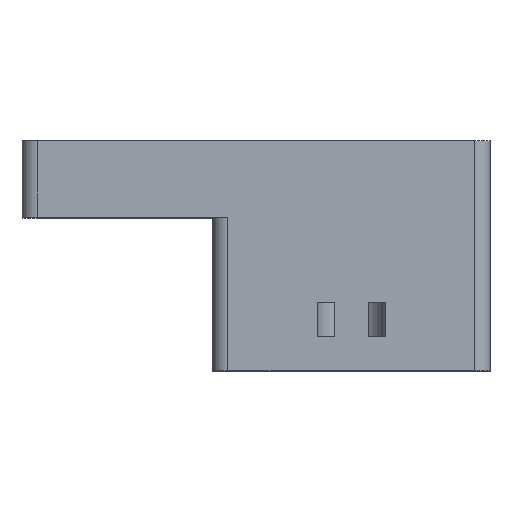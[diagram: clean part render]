
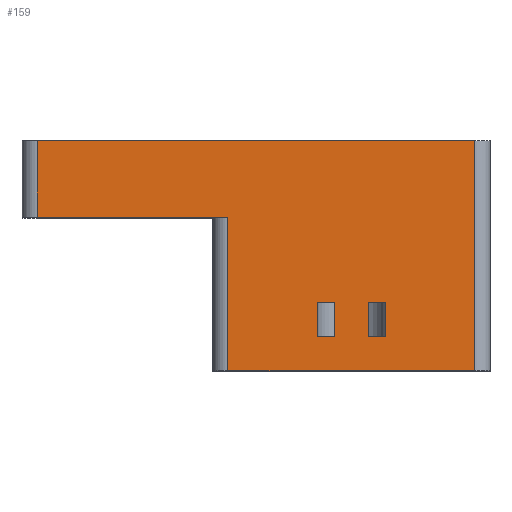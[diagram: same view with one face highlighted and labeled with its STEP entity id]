
A CAD part, top view. The second image highlights one B-rep face of the part: STEP entity #159.
In plain terms, the highlighted planar face has unit normal (0, 0, 1).
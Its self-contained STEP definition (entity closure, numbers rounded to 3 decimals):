
#10 = LINE ( 'NONE', #2715, #1881 ) ;
#84 = VERTEX_POINT ( 'NONE', #2712 ) ;
#118 = VECTOR ( 'NONE', #761, 1000. ) ;
#129 = VERTEX_POINT ( 'NONE', #2367 ) ;
#138 = PLANE ( 'NONE',  #3565 ) ;
#144 = CARTESIAN_POINT ( 'NONE',  ( 41.875, -14., 0. ) ) ;
#157 = EDGE_CURVE ( 'NONE', #212, #921, #1515, .T. ) ;
#159 = ADVANCED_FACE ( 'NONE', ( #2380, #1278, #2907 ), #138, .F. ) ;
#160 = CARTESIAN_POINT ( 'NONE',  ( 41.875, -10., 0. ) ) ;
#212 = VERTEX_POINT ( 'NONE', #2942 ) ;
#248 = VERTEX_POINT ( 'NONE', #1899 ) ;
#257 = DIRECTION ( 'NONE',  ( 0., 1., 0. ) ) ;
#271 = VERTEX_POINT ( 'NONE', #781 ) ;
#366 = DIRECTION ( 'NONE',  ( 0., -1., 0. ) ) ;
#464 = VECTOR ( 'NONE', #366, 1000. ) ;
#503 = EDGE_CURVE ( 'NONE', #1309, #2502, #1365, .T. ) ;
#528 = VECTOR ( 'NONE', #2302, 1000. ) ;
#537 = LINE ( 'NONE', #2186, #1884 ) ;
#591 = CARTESIAN_POINT ( 'NONE',  ( 43.875, -14., 0. ) ) ;
#602 = LINE ( 'NONE', #1133, #3117 ) ;
#610 = EDGE_CURVE ( 'NONE', #1095, #1309, #918, .T. ) ;
#628 = EDGE_CURVE ( 'NONE', #248, #1095, #2350, .T. ) ;
#669 = CARTESIAN_POINT ( 'NONE',  ( 9.05, 9., 0. ) ) ;
#708 = VERTEX_POINT ( 'NONE', #3612 ) ;
#743 = CARTESIAN_POINT ( 'NONE',  ( 60.35, 9., 0. ) ) ;
#761 = DIRECTION ( 'NONE',  ( 0., 1., 0. ) ) ;
#781 = CARTESIAN_POINT ( 'NONE',  ( 31.4, -18., 0. ) ) ;
#788 = CARTESIAN_POINT ( 'NONE',  ( 0., 0., 0. ) ) ;
#806 = EDGE_CURVE ( 'NONE', #3341, #129, #2730, .T. ) ;
#852 = EDGE_LOOP ( 'NONE', ( #929, #3240, #1956, #3337, #1486, #2965 ) ) ;
#872 = ORIENTED_EDGE ( 'NONE', *, *, #3076, .T. ) ;
#918 = LINE ( 'NONE', #591, #2039 ) ;
#921 = VERTEX_POINT ( 'NONE', #1370 ) ;
#927 = CARTESIAN_POINT ( 'NONE',  ( 0., 9., 0. ) ) ;
#929 = ORIENTED_EDGE ( 'NONE', *, *, #1076, .F. ) ;
#988 = EDGE_CURVE ( 'NONE', #129, #3482, #2178, .T. ) ;
#1069 = LINE ( 'NONE', #2534, #1291 ) ;
#1076 = EDGE_CURVE ( 'NONE', #3341, #708, #2318, .T. ) ;
#1090 = ORIENTED_EDGE ( 'NONE', *, *, #628, .T. ) ;
#1095 = VERTEX_POINT ( 'NONE', #3094 ) ;
#1124 = EDGE_CURVE ( 'NONE', #921, #2285, #1162, .T. ) ;
#1133 = CARTESIAN_POINT ( 'NONE',  ( 31.4, -18., 0. ) ) ;
#1162 = LINE ( 'NONE', #1435, #528 ) ;
#1170 = VECTOR ( 'NONE', #2763, 1000. ) ;
#1224 = CARTESIAN_POINT ( 'NONE',  ( 0., 9., 0. ) ) ;
#1256 = EDGE_CURVE ( 'NONE', #2285, #84, #1559, .T. ) ;
#1278 = FACE_BOUND ( 'NONE', #3523, .T. ) ;
#1291 = VECTOR ( 'NONE', #3111, 1000. ) ;
#1309 = VERTEX_POINT ( 'NONE', #144 ) ;
#1325 = DIRECTION ( 'NONE',  ( -1., 0., 0. ) ) ;
#1339 = CARTESIAN_POINT ( 'NONE',  ( 9.05, 0., 0. ) ) ;
#1365 = LINE ( 'NONE', #3602, #2919 ) ;
#1370 = CARTESIAN_POINT ( 'NONE',  ( 47.875, -10., 0. ) ) ;
#1403 = VERTEX_POINT ( 'NONE', #1420 ) ;
#1420 = CARTESIAN_POINT ( 'NONE',  ( 60.35, -18., 0. ) ) ;
#1435 = CARTESIAN_POINT ( 'NONE',  ( 0., -10., 0. ) ) ;
#1455 = VECTOR ( 'NONE', #2458, 1000. ) ;
#1468 = CARTESIAN_POINT ( 'NONE',  ( 43.875, -10., 0. ) ) ;
#1486 = ORIENTED_EDGE ( 'NONE', *, *, #2423, .F. ) ;
#1510 = VECTOR ( 'NONE', #2966, 1000. ) ;
#1515 = LINE ( 'NONE', #3487, #1510 ) ;
#1523 = VECTOR ( 'NONE', #2832, 1000. ) ;
#1532 = EDGE_CURVE ( 'NONE', #84, #212, #10, .T. ) ;
#1559 = LINE ( 'NONE', #2424, #3578 ) ;
#1881 = VECTOR ( 'NONE', #1325, 1000. ) ;
#1884 = VECTOR ( 'NONE', #2200, 1000. ) ;
#1899 = CARTESIAN_POINT ( 'NONE',  ( 43.875, -10., 0. ) ) ;
#1956 = ORIENTED_EDGE ( 'NONE', *, *, #988, .T. ) ;
#2019 = DIRECTION ( 'NONE',  ( -1., 0., 0. ) ) ;
#2038 = EDGE_CURVE ( 'NONE', #1403, #708, #2977, .T. ) ;
#2039 = VECTOR ( 'NONE', #2019, 1000. ) ;
#2069 = DIRECTION ( 'NONE',  ( -1., 0., 0. ) ) ;
#2115 = EDGE_LOOP ( 'NONE', ( #3355, #2864, #3207, #3149 ) ) ;
#2117 = CARTESIAN_POINT ( 'NONE',  ( 49.875, -10., 0. ) ) ;
#2142 = ORIENTED_EDGE ( 'NONE', *, *, #503, .T. ) ;
#2178 = LINE ( 'NONE', #788, #1170 ) ;
#2186 = CARTESIAN_POINT ( 'NONE',  ( 119.83, -18., 0. ) ) ;
#2200 = DIRECTION ( 'NONE',  ( -1., 0., 0. ) ) ;
#2285 = VERTEX_POINT ( 'NONE', #2117 ) ;
#2302 = DIRECTION ( 'NONE',  ( 1., 0., 0. ) ) ;
#2305 = DIRECTION ( 'NONE',  ( 0., -1., 0. ) ) ;
#2318 = LINE ( 'NONE', #927, #1523 ) ;
#2350 = LINE ( 'NONE', #1468, #464 ) ;
#2367 = CARTESIAN_POINT ( 'NONE',  ( 9.05, 0., 0. ) ) ;
#2380 = FACE_BOUND ( 'NONE', #2115, .T. ) ;
#2423 = EDGE_CURVE ( 'NONE', #1403, #271, #537, .T. ) ;
#2424 = CARTESIAN_POINT ( 'NONE',  ( 49.875, -12., 0. ) ) ;
#2458 = DIRECTION ( 'NONE',  ( 0., -1., 0. ) ) ;
#2502 = VERTEX_POINT ( 'NONE', #160 ) ;
#2534 = CARTESIAN_POINT ( 'NONE',  ( 43.875, -10., 0. ) ) ;
#2712 = CARTESIAN_POINT ( 'NONE',  ( 49.875, -14., 0. ) ) ;
#2715 = CARTESIAN_POINT ( 'NONE',  ( 0., -14., 0. ) ) ;
#2730 = LINE ( 'NONE', #1339, #1455 ) ;
#2759 = EDGE_CURVE ( 'NONE', #3482, #271, #602, .T. ) ;
#2763 = DIRECTION ( 'NONE',  ( 1., 0., 0. ) ) ;
#2832 = DIRECTION ( 'NONE',  ( 1., 0., 0. ) ) ;
#2864 = ORIENTED_EDGE ( 'NONE', *, *, #1124, .T. ) ;
#2907 = FACE_OUTER_BOUND ( 'NONE', #852, .T. ) ;
#2919 = VECTOR ( 'NONE', #257, 1000. ) ;
#2942 = CARTESIAN_POINT ( 'NONE',  ( 47.875, -14., 0. ) ) ;
#2965 = ORIENTED_EDGE ( 'NONE', *, *, #2038, .T. ) ;
#2966 = DIRECTION ( 'NONE',  ( 0., 1., 0. ) ) ;
#2977 = LINE ( 'NONE', #743, #118 ) ;
#3076 = EDGE_CURVE ( 'NONE', #2502, #248, #1069, .T. ) ;
#3094 = CARTESIAN_POINT ( 'NONE',  ( 43.875, -14., 0. ) ) ;
#3111 = DIRECTION ( 'NONE',  ( 1., 0., 0. ) ) ;
#3117 = VECTOR ( 'NONE', #2305, 1000. ) ;
#3149 = ORIENTED_EDGE ( 'NONE', *, *, #1532, .T. ) ;
#3193 = DIRECTION ( 'NONE',  ( 0., 0., -1. ) ) ;
#3207 = ORIENTED_EDGE ( 'NONE', *, *, #1256, .T. ) ;
#3240 = ORIENTED_EDGE ( 'NONE', *, *, #806, .T. ) ;
#3329 = ORIENTED_EDGE ( 'NONE', *, *, #610, .T. ) ;
#3337 = ORIENTED_EDGE ( 'NONE', *, *, #2759, .T. ) ;
#3341 = VERTEX_POINT ( 'NONE', #669 ) ;
#3355 = ORIENTED_EDGE ( 'NONE', *, *, #157, .T. ) ;
#3482 = VERTEX_POINT ( 'NONE', #3624 ) ;
#3487 = CARTESIAN_POINT ( 'NONE',  ( 47.875, -12., 0. ) ) ;
#3523 = EDGE_LOOP ( 'NONE', ( #2142, #872, #1090, #3329 ) ) ;
#3546 = DIRECTION ( 'NONE',  ( 0., -1., 0. ) ) ;
#3565 = AXIS2_PLACEMENT_3D ( 'NONE', #1224, #3193, #2069 ) ;
#3578 = VECTOR ( 'NONE', #3546, 1000. ) ;
#3602 = CARTESIAN_POINT ( 'NONE',  ( 41.875, -10., 0. ) ) ;
#3612 = CARTESIAN_POINT ( 'NONE',  ( 60.35, 9., 0. ) ) ;
#3624 = CARTESIAN_POINT ( 'NONE',  ( 31.4, 0., 0. ) ) ;
